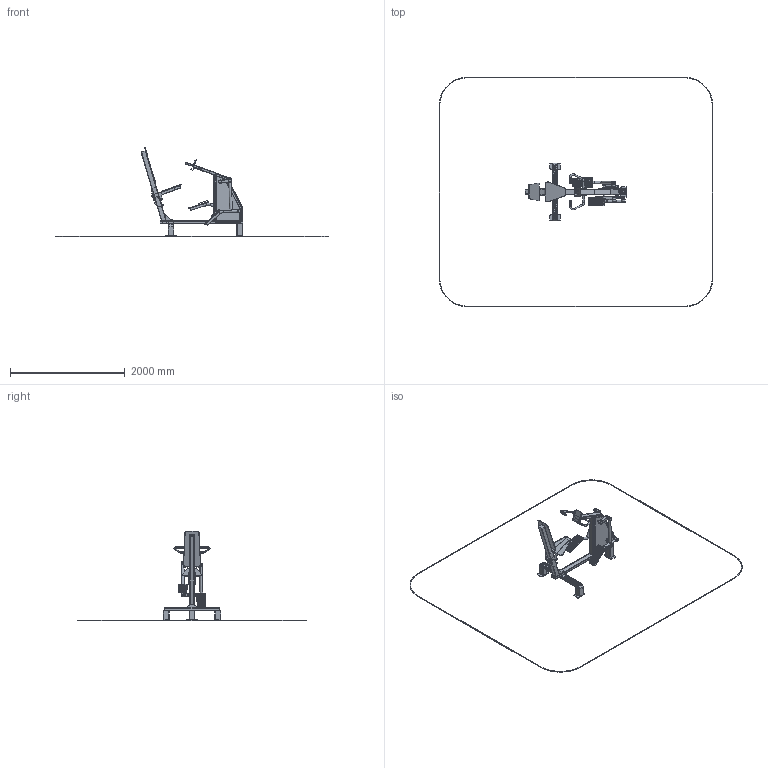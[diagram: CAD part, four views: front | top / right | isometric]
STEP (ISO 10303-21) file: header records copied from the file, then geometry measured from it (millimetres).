
FILE_DESCRIPTION(('STEP AP214'), '1');
FILE_NAME('òðåíàæåð óëè÷íûé', '', ('UNSPECIFIED'), ('UNSPECIFIED'), 'C3D Converter', 'C3D Toolkit', '');
FILE_SCHEMA(('AUTOMOTIVE_DESIGN { 1 0 10303 214 3 1 1}'));
Length unit declared in the file: millimetre
Products named in the file (64): УТН-05Г.00.00.00; УТН-05Г.00.01.00; УТС-05.04.01.02; -01; УТН-05Г.00.02.00; УТН-05Г.00.00.05; УТН-05Г.01.00.00; УТС-05.03.01.00; УТС-05.03.01.01; УТС-05.03.01.02; УТС-05.03.00.01; УТС-05.03.00.02; УТН-05Г.00.00.09; УТН-05Г.00.00.04; УТН-05Г.00.06.00; УТН-05Г.02.00.00; УТС-05.07.01.00; УТН-05Г.03.00.00; УТС-05.08.01.00; УТС-05.08.01.02; УТН-05Г.04.00.00; УТС-05.06.01.00; УТС-05.06.01.01; УТС-05.06.01.02; УТ-07.01.01.02; УТН-05Г.05.00.00; УТН-05Г.00.00.03; УТН-05Г.00.00.08; УТН-05Г.00.00.01; УТН-05Г.00.00.06; Д42ЧК; Д59ЧК
Assembly tree (99 placements, depth 4):
  УТН-05Г.00.00.00
    УТН-05Г.00.01.00
      (unnamed)
      (unnamed)
      (unnamed)
      (unnamed)  x2
      (unnamed)
      (unnamed)  x2
      (unnamed)
      (unnamed)
      (unnamed)
      (unnamed)
      (unnamed)
      (unnamed)
      УТС-05.04.01.02
      (unnamed)  x2
      -01  x2
      (unnamed)
      (unnamed)
    УТН-05Г.00.02.00
      (unnamed)
      (unnamed)  x2
      (unnamed)  x2
      (unnamed)
      -01
    УТН-05Г.00.00.05  x2
    УТН-05Г.01.00.00
      УТС-05.03.01.00
        УТС-05.03.01.01
        УТС-05.03.01.02  x2
      УТС-05.03.00.01
      УТС-05.03.00.02  x2
    УТН-05Г.00.00.09
    УТН-05Г.00.00.04  x2
    УТН-05Г.00.06.00  x2
      (unnamed)
      (unnamed)
      (unnamed)
    УТН-05Г.02.00.00  x2
      УТС-05.07.01.00
        (unnamed)  x2
        (unnamed)
    УТН-05Г.03.00.00  x2
      УТС-05.08.01.00
        УТС-05.08.01.02
        (unnamed)
        (unnamed)  x2
        (unnamed)
      (unnamed)
    УТН-05Г.04.00.00
      УТС-05.06.01.00
        УТС-05.06.01.01
        УТС-05.06.01.02
        (unnamed)  x2
        УТ-07.01.01.02
        (unnamed)
      (unnamed)
    УТН-05Г.05.00.00
      УТС-05.06.01.00
        УТС-05.06.01.01
Bounding box: 4777.64 x 4010 x 1561.59 mm (x, y, z)
Volume: 17559984.5 mm3; surface area: 9169563.5 mm2
Topology: 96 solids, 96 shells, 3538 faces, 9182 edges, 6028 vertices
Faces by surface type: bspline 1330, cylinder 1095, plane 1045, torus 40, cone 28
Full cylindrical faces by diameter (mm): 6.2 x4, 6.5 x6, 20 x1, 21 x8, 23 x2, 27 x4, 29 x2, 30 x4, 31 x2, 31.2 x8, 32 x2, 35.6 x4, 36 x2, 38 x2, 41.6 x2, 42 x6, 43 x10, 45 x2, 48 x2, 49 x8, 52 x2, 53 x8, 59 x16
Entity records: 91672 total; most frequent: CARTESIAN_POINT 40419, ORIENTED_EDGE 10012, DIRECTION 5854, EDGE_CURVE 5006, VERTEX_POINT 3371, B_SPLINE_CURVE_WITH_KNOTS 2344, EDGE_LOOP 2283, AXIS2_PLACEMENT_3D 2100
